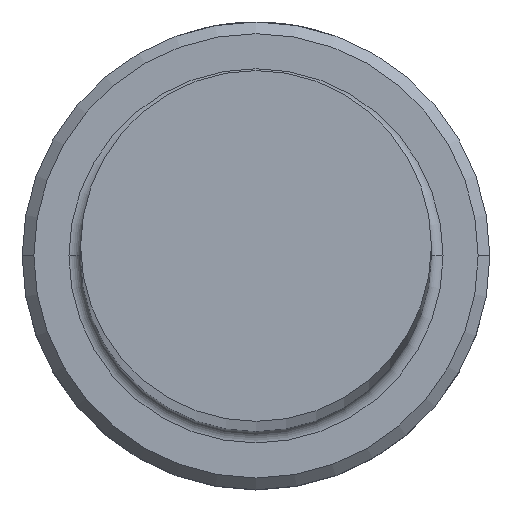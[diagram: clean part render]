
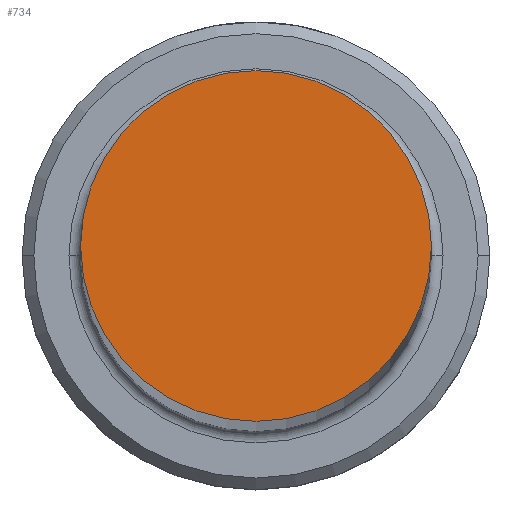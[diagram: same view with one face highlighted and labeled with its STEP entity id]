
A CAD part, top view. The second image highlights one B-rep face of the part: STEP entity #734.
In plain terms, the highlighted planar face has unit normal (0, 0, 1).
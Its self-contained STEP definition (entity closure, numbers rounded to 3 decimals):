
#173 = CARTESIAN_POINT ( 'NONE',  ( 7.5, 0., 250. ) ) ;
#242 = DIRECTION ( 'NONE',  ( 0., 0., 1. ) ) ;
#339 = AXIS2_PLACEMENT_3D ( 'NONE', #957, #396, #1049 ) ;
#395 = FACE_OUTER_BOUND ( 'NONE', #1010, .T. ) ;
#396 = DIRECTION ( 'NONE',  ( 0., 0., 1. ) ) ;
#441 = EDGE_CURVE ( 'NONE', #950, #573, #1167, .T. ) ;
#477 = AXIS2_PLACEMENT_3D ( 'NONE', #810, #242, #899 ) ;
#554 = DIRECTION ( 'NONE',  ( 0., 0., 1. ) ) ;
#573 = VERTEX_POINT ( 'NONE', #173 ) ;
#587 = CARTESIAN_POINT ( 'NONE',  ( -7.5, 0., 250. ) ) ;
#608 = ORIENTED_EDGE ( 'NONE', *, *, #441, .T. ) ;
#642 = CARTESIAN_POINT ( 'NONE',  ( 0., 0., 250. ) ) ;
#734 = ADVANCED_FACE ( 'NONE', ( #395 ), #1018, .T. ) ;
#781 = ORIENTED_EDGE ( 'NONE', *, *, #945, .T. ) ;
#782 = CIRCLE ( 'NONE', #339, 7.5 ) ;
#810 = CARTESIAN_POINT ( 'NONE',  ( 0., 0., 250. ) ) ;
#867 = AXIS2_PLACEMENT_3D ( 'NONE', #642, #554, #1184 ) ;
#899 = DIRECTION ( 'NONE',  ( 1., 0., 0. ) ) ;
#945 = EDGE_CURVE ( 'NONE', #573, #950, #782, .T. ) ;
#950 = VERTEX_POINT ( 'NONE', #587 ) ;
#957 = CARTESIAN_POINT ( 'NONE',  ( 0., 0., 250. ) ) ;
#1010 = EDGE_LOOP ( 'NONE', ( #608, #781 ) ) ;
#1018 = PLANE ( 'NONE',  #867 ) ;
#1049 = DIRECTION ( 'NONE',  ( 1., 0., 0. ) ) ;
#1167 = CIRCLE ( 'NONE', #477, 7.5 ) ;
#1184 = DIRECTION ( 'NONE',  ( 1., 0., 0. ) ) ;
